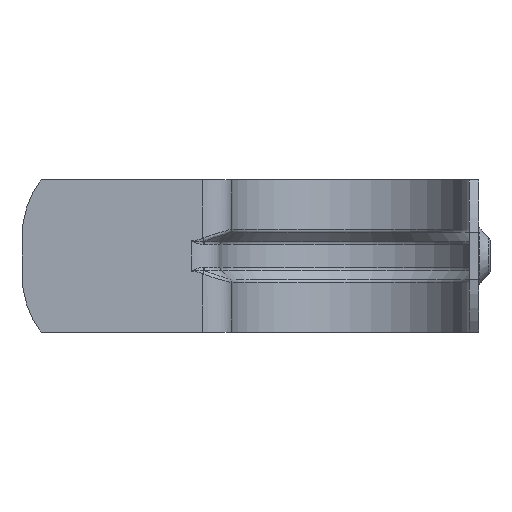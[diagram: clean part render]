
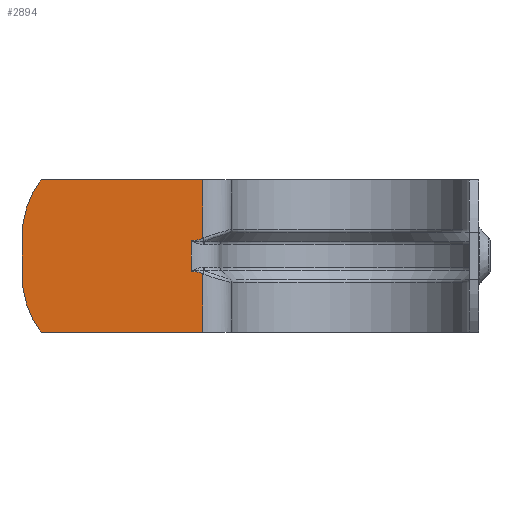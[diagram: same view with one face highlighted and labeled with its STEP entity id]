
A CAD part, front view. The second image highlights one B-rep face of the part: STEP entity #2894.
In plain terms, the highlighted planar face has unit normal (0, -1, 0).
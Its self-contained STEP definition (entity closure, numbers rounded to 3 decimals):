
#34=PLANE('',#3140);
#119=B_SPLINE_CURVE_WITH_KNOTS('',3,(#4107,#4108,#4109,#4110),
 .UNSPECIFIED.,.F.,.F.,(4,4),(-1.279,-1.155),
 .UNSPECIFIED.);
#126=B_SPLINE_CURVE_WITH_KNOTS('',3,(#4306,#4307,#4308,#4309),
 .UNSPECIFIED.,.F.,.F.,(4,4),(-0.124,0.),.UNSPECIFIED.);
#326=LINE('',#4075,#527);
#353=LINE('',#4340,#554);
#354=LINE('',#4343,#555);
#355=LINE('',#4347,#556);
#356=LINE('',#4351,#557);
#357=LINE('',#4354,#558);
#527=VECTOR('',#3366,10.);
#554=VECTOR('',#3491,10.);
#555=VECTOR('',#3494,10.);
#556=VECTOR('',#3499,10.);
#557=VECTOR('',#3502,10.);
#558=VECTOR('',#3505,10.);
#773=FACE_OUTER_BOUND('',#954,.T.);
#954=EDGE_LOOP('',(#2118,#2119,#2120,#2121,#2122,#2123,#2124,#2125,#2126,
#2127));
#1145=CIRCLE('',#3141,10.);
#1146=CIRCLE('',#3142,10.);
#1227=VERTEX_POINT('',#4006);
#1238=VERTEX_POINT('',#4074);
#1241=VERTEX_POINT('',#4105);
#1260=VERTEX_POINT('',#4278);
#1267=VERTEX_POINT('',#4338);
#1268=VERTEX_POINT('',#4342);
#1269=VERTEX_POINT('',#4346);
#1270=VERTEX_POINT('',#4348);
#1271=VERTEX_POINT('',#4350);
#1272=VERTEX_POINT('',#4352);
#1525=EDGE_CURVE('',#1227,#1238,#326,.T.);
#1530=EDGE_CURVE('',#1241,#1227,#119,.T.);
#1571=EDGE_CURVE('',#1238,#1260,#126,.T.);
#1586=EDGE_CURVE('',#1241,#1267,#353,.T.);
#1587=EDGE_CURVE('',#1268,#1260,#354,.T.);
#1589=EDGE_CURVE('',#1269,#1267,#355,.T.);
#1590=EDGE_CURVE('',#1269,#1270,#1145,.T.);
#1591=EDGE_CURVE('',#1271,#1270,#356,.T.);
#1592=EDGE_CURVE('',#1271,#1272,#1146,.T.);
#1593=EDGE_CURVE('',#1268,#1272,#357,.T.);
#2118=ORIENTED_EDGE('',*,*,#1530,.F.);
#2119=ORIENTED_EDGE('',*,*,#1586,.T.);
#2120=ORIENTED_EDGE('',*,*,#1589,.F.);
#2121=ORIENTED_EDGE('',*,*,#1590,.T.);
#2122=ORIENTED_EDGE('',*,*,#1591,.F.);
#2123=ORIENTED_EDGE('',*,*,#1592,.T.);
#2124=ORIENTED_EDGE('',*,*,#1593,.F.);
#2125=ORIENTED_EDGE('',*,*,#1587,.T.);
#2126=ORIENTED_EDGE('',*,*,#1571,.F.);
#2127=ORIENTED_EDGE('',*,*,#1525,.F.);
#2894=ADVANCED_FACE('',(#773),#34,.T.);
#3140=AXIS2_PLACEMENT_3D('',#4345,#3497,#3498);
#3141=AXIS2_PLACEMENT_3D('',#4349,#3500,#3501);
#3142=AXIS2_PLACEMENT_3D('',#4353,#3503,#3504);
#3366=DIRECTION('',(0.,0.,-1.));
#3491=DIRECTION('',(0.,0.,1.));
#3494=DIRECTION('',(0.,0.,1.));
#3497=DIRECTION('center_axis',(0.,-1.,0.));
#3498=DIRECTION('ref_axis',(1.,0.,0.));
#3499=DIRECTION('',(1.,0.,0.));
#3500=DIRECTION('center_axis',(0.,-1.,0.));
#3501=DIRECTION('ref_axis',(1.,0.,0.));
#3502=DIRECTION('',(0.,0.,1.));
#3503=DIRECTION('center_axis',(0.,-1.,0.));
#3504=DIRECTION('ref_axis',(0.8,0.,0.6));
#3505=DIRECTION('',(-1.,0.,0.));
#4006=CARTESIAN_POINT('',(-16.7,-12.5,1.607));
#4074=CARTESIAN_POINT('',(-16.7,-12.5,-1.607));
#4075=CARTESIAN_POINT('',(-16.7,-12.5,0.));
#4105=CARTESIAN_POINT('',(-15.5,-12.5,1.88));
#4107=CARTESIAN_POINT('Ctrl Pts',(-15.5,-12.5,1.88));
#4108=CARTESIAN_POINT('Ctrl Pts',(-15.879,-12.5,1.716));
#4109=CARTESIAN_POINT('Ctrl Pts',(-16.287,-12.5,1.607));
#4110=CARTESIAN_POINT('Ctrl Pts',(-16.7,-12.5,1.607));
#4278=CARTESIAN_POINT('',(-15.5,-12.5,-1.88));
#4306=CARTESIAN_POINT('Ctrl Pts',(-16.7,-12.5,-1.607));
#4307=CARTESIAN_POINT('Ctrl Pts',(-16.287,-12.5,-1.607));
#4308=CARTESIAN_POINT('Ctrl Pts',(-15.879,-12.5,-1.716));
#4309=CARTESIAN_POINT('Ctrl Pts',(-15.5,-12.5,-1.88));
#4338=CARTESIAN_POINT('',(-15.5,-12.5,8.));
#4340=CARTESIAN_POINT('',(-15.5,-12.5,0.));
#4342=CARTESIAN_POINT('',(-15.5,-12.5,-8.));
#4343=CARTESIAN_POINT('',(-15.5,-12.5,0.));
#4345=CARTESIAN_POINT('Origin',(-34.5,-12.5,0.));
#4346=CARTESIAN_POINT('',(-32.5,-12.5,8.));
#4347=CARTESIAN_POINT('',(-34.5,-12.5,8.));
#4348=CARTESIAN_POINT('',(-34.5,-12.5,2.));
#4349=CARTESIAN_POINT('Origin',(-24.5,-12.5,2.));
#4350=CARTESIAN_POINT('',(-34.5,-12.5,-2.));
#4351=CARTESIAN_POINT('',(-34.5,-12.5,0.));
#4352=CARTESIAN_POINT('',(-32.5,-12.5,-8.));
#4353=CARTESIAN_POINT('Origin',(-24.5,-12.5,-2.));
#4354=CARTESIAN_POINT('',(-34.5,-12.5,-8.));
